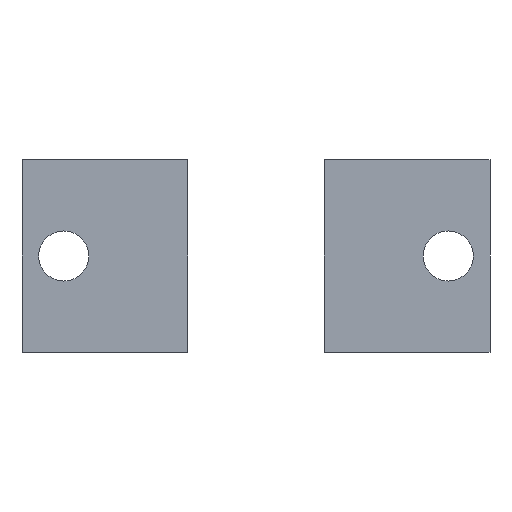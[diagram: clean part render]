
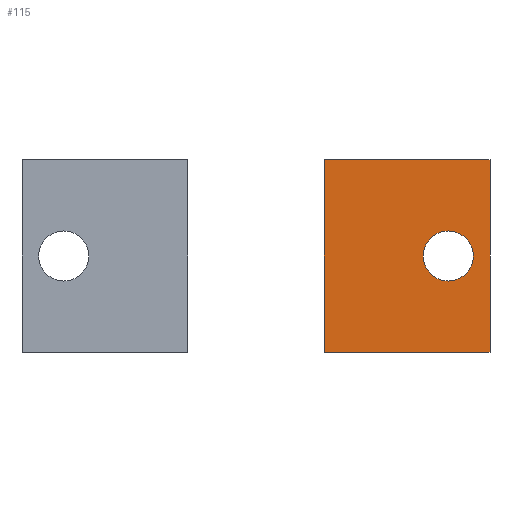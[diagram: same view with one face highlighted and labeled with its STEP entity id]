
A CAD part, front view. The second image highlights one B-rep face of the part: STEP entity #115.
In plain terms, the highlighted planar face has unit normal (0, -1, 0).
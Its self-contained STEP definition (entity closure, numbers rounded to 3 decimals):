
#115=ADVANCED_FACE('',(#237,#238),#239,.T.);
#237=FACE_BOUND('',#417,.T.);
#238=FACE_OUTER_BOUND('',#418,.T.);
#239=PLANE('',#419);
#417=EDGE_LOOP('',(#770,#771));
#418=EDGE_LOOP('',(#772,#773,#774,#775));
#419=AXIS2_PLACEMENT_3D('',#776,#777,#778);
#770=ORIENTED_EDGE('',*,*,#1256,.T.);
#771=ORIENTED_EDGE('',*,*,#1199,.T.);
#772=ORIENTED_EDGE('',*,*,#1277,.T.);
#773=ORIENTED_EDGE('',*,*,#1278,.F.);
#774=ORIENTED_EDGE('',*,*,#1279,.T.);
#775=ORIENTED_EDGE('',*,*,#1275,.T.);
#776=CARTESIAN_POINT('',(18.071,0.0,0.0));
#777=DIRECTION('',(0.0,-1.0,0.0));
#778=DIRECTION('',(1.0,0.0,0.0));
#1199=EDGE_CURVE('',#1405,#1409,#1411,.T.);
#1256=EDGE_CURVE('',#1409,#1405,#1504,.T.);
#1275=EDGE_CURVE('',#1536,#1534,#1537,.T.);
#1277=EDGE_CURVE('',#1534,#1539,#1540,.T.);
#1278=EDGE_CURVE('',#1541,#1539,#1542,.T.);
#1279=EDGE_CURVE('',#1541,#1536,#1543,.T.);
#1405=VERTEX_POINT('',#1749);
#1409=VERTEX_POINT('',#1754);
#1411=CIRCLE('',#1757,3.0);
#1504=CIRCLE('',#1894,3.0);
#1534=VERTEX_POINT('',#1940);
#1536=VERTEX_POINT('',#1943);
#1537=LINE('',#1944,#1945);
#1539=VERTEX_POINT('',#1948);
#1540=LINE('',#1949,#1950);
#1541=VERTEX_POINT('',#1951);
#1542=LINE('',#1952,#1953);
#1543=LINE('',#1954,#1955);
#1749=CARTESIAN_POINT('',(26.0,0.0,11.5));
#1754=CARTESIAN_POINT('',(20.0,0.0,11.5));
#1757=AXIS2_PLACEMENT_3D('',#2269,#2270,#2271);
#1894=AXIS2_PLACEMENT_3D('',#2352,#2353,#2354);
#1940=CARTESIAN_POINT('',(28.0,0.0,23.0));
#1943=CARTESIAN_POINT('',(28.0,0.0,0.0));
#1944=CARTESIAN_POINT('',(28.0,0.0,0.0));
#1945=VECTOR('',#2375,1.0);
#1948=CARTESIAN_POINT('',(8.141,0.0,23.0));
#1949=CARTESIAN_POINT('',(8.141,0.0,23.0));
#1950=VECTOR('',#2377,1.0);
#1951=CARTESIAN_POINT('',(8.141,0.0,0.0));
#1952=CARTESIAN_POINT('',(8.141,0.0,0.0));
#1953=VECTOR('',#2378,1.0);
#1954=CARTESIAN_POINT('',(8.141,0.0,0.0));
#1955=VECTOR('',#2379,1.0);
#2269=CARTESIAN_POINT('',(23.0,0.0,11.5));
#2270=DIRECTION('',(-0.0,1.0,0.0));
#2271=DIRECTION('',(1.0,0.0,0.0));
#2352=CARTESIAN_POINT('',(23.0,0.0,11.5));
#2353=DIRECTION('',(-0.0,1.0,0.0));
#2354=DIRECTION('',(1.0,0.0,0.0));
#2375=DIRECTION('',(0.0,0.0,1.0));
#2377=DIRECTION('',(-1.0,-0.0,-0.0));
#2378=DIRECTION('',(0.0,0.0,1.0));
#2379=DIRECTION('',(1.0,0.0,0.0));
